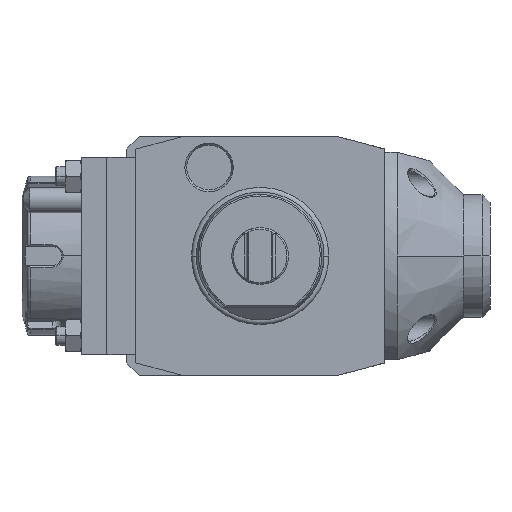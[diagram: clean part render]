
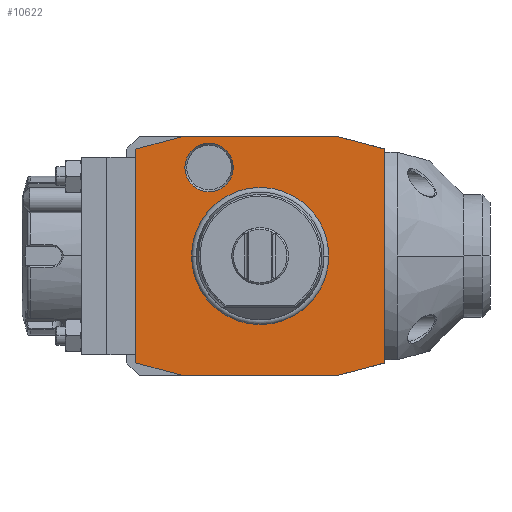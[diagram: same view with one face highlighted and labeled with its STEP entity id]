
A CAD part, front view. The second image highlights one B-rep face of the part: STEP entity #10622.
In plain terms, the highlighted planar face has unit normal (0, -1, 0).
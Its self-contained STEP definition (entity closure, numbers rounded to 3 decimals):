
#1=DIRECTION('',(-0.966,0.,0.259));
#2=VECTOR('',#1,15.529);
#3=CARTESIAN_POINT('',(39.,0.,33.481));
#4=LINE('',#3,#2);
#5=DIRECTION('',(0.,0.,1.));
#6=VECTOR('',#5,66.962);
#7=CARTESIAN_POINT('',(39.,0.,-33.481));
#8=LINE('',#7,#6);
#9=DIRECTION('',(0.966,0.,0.259));
#10=VECTOR('',#9,15.529);
#11=CARTESIAN_POINT('',(24.,0.,-37.5));
#12=LINE('',#11,#10);
#13=DIRECTION('',(1.,0.,0.));
#14=VECTOR('',#13,48.);
#15=CARTESIAN_POINT('',(-24.,0.,-37.5));
#16=LINE('',#15,#14);
#17=DIRECTION('',(0.966,0.,-0.259));
#18=VECTOR('',#17,15.529);
#19=CARTESIAN_POINT('',(-39.,0.,-33.481));
#20=LINE('',#19,#18);
#21=DIRECTION('',(0.,0.,-1.));
#22=VECTOR('',#21,66.962);
#23=CARTESIAN_POINT('',(-39.,0.,33.481));
#24=LINE('',#23,#22);
#25=DIRECTION('',(-0.966,0.,-0.259));
#26=VECTOR('',#25,15.529);
#27=CARTESIAN_POINT('',(-24.,0.,37.5));
#28=LINE('',#27,#26);
#29=DIRECTION('',(-1.,0.,0.));
#30=VECTOR('',#29,48.);
#31=CARTESIAN_POINT('',(24.,0.,37.5));
#32=LINE('',#31,#30);
#33=CARTESIAN_POINT('',(-16.,0.,27.713));
#34=DIRECTION('',(0.,1.,0.));
#35=DIRECTION('',(1.,0.,0.));
#36=AXIS2_PLACEMENT_3D('',#33,#34,#35);
#38=CARTESIAN_POINT('',(-16.,0.,27.713));
#39=DIRECTION('',(0.,1.,0.));
#40=DIRECTION('',(-1.,0.,0.));
#41=AXIS2_PLACEMENT_3D('',#38,#39,#40);
#8034=CARTESIAN_POINT('',(0.,0.,0.));
#8035=DIRECTION('',(0.,-1.,0.));
#8036=DIRECTION('',(1.,0.,0.));
#8037=AXIS2_PLACEMENT_3D('',#8034,#8035,#8036);
#8039=CARTESIAN_POINT('',(0.,0.,0.));
#8040=DIRECTION('',(0.,-1.,0.));
#8041=DIRECTION('',(-1.,0.,0.));
#8042=AXIS2_PLACEMENT_3D('',#8039,#8040,#8041);
#9597=CARTESIAN_POINT('',(-8.423,0.,
27.713));
#9598=CARTESIAN_POINT('',(-23.577,0.,
27.713));
#9599=VERTEX_POINT('',#9597);
#9600=VERTEX_POINT('',#9598);
#10407=CARTESIAN_POINT('',(39.,0.,33.481));
#10408=CARTESIAN_POINT('',(24.,0.,37.5));
#10409=VERTEX_POINT('',#10407);
#10410=VERTEX_POINT('',#10408);
#10411=CARTESIAN_POINT('',(-24.,0.,37.5));
#10412=VERTEX_POINT('',#10411);
#10413=CARTESIAN_POINT('',(-39.,0.,33.481));
#10414=VERTEX_POINT('',#10413);
#10415=CARTESIAN_POINT('',(-39.,0.,-33.481));
#10416=VERTEX_POINT('',#10415);
#10417=CARTESIAN_POINT('',(-24.,0.,-37.5));
#10418=VERTEX_POINT('',#10417);
#10419=CARTESIAN_POINT('',(24.,0.,-37.5));
#10420=VERTEX_POINT('',#10419);
#10421=CARTESIAN_POINT('',(39.,0.,-33.481));
#10422=VERTEX_POINT('',#10421);
#10455=CARTESIAN_POINT('',(21.137,0.,0.));
#10456=CARTESIAN_POINT('',(-21.137,0.,0.));
#10457=VERTEX_POINT('',#10455);
#10458=VERTEX_POINT('',#10456);
#10587=CARTESIAN_POINT('',(0.,0.,0.));
#10588=DIRECTION('',(0.,-1.,0.));
#10589=DIRECTION('',(-1.,0.,0.));
#10590=AXIS2_PLACEMENT_3D('',#10587,#10588,#10589);
#10591=PLANE('',#10590);
#10593=ORIENTED_EDGE('',*,*,#10592,.F.);
#10595=ORIENTED_EDGE('',*,*,#10594,.F.);
#10597=ORIENTED_EDGE('',*,*,#10596,.F.);
#10599=ORIENTED_EDGE('',*,*,#10598,.F.);
#10601=ORIENTED_EDGE('',*,*,#10600,.F.);
#10603=ORIENTED_EDGE('',*,*,#10602,.F.);
#10605=ORIENTED_EDGE('',*,*,#10604,.F.);
#10607=ORIENTED_EDGE('',*,*,#10606,.F.);
#10608=EDGE_LOOP('',(#10593,#10595,#10597,#10599,#10601,#10603,#10605,#10607));
#10609=FACE_OUTER_BOUND('',#10608,.F.);
#10611=ORIENTED_EDGE('',*,*,#10610,.T.);
#10613=ORIENTED_EDGE('',*,*,#10612,.T.);
#10614=EDGE_LOOP('',(#10611,#10613));
#10615=FACE_BOUND('',#10614,.F.);
#10617=ORIENTED_EDGE('',*,*,#10616,.F.);
#10619=ORIENTED_EDGE('',*,*,#10618,.F.);
#10620=EDGE_LOOP('',(#10617,#10619));
#10621=FACE_BOUND('',#10620,.F.);
#37=CIRCLE('',#36,7.577);
#42=CIRCLE('',#41,7.577);
#8038=CIRCLE('',#8037,21.137);
#8043=CIRCLE('',#8042,21.137);
#10592=EDGE_CURVE('',#10409,#10410,#4,.T.);
#10594=EDGE_CURVE('',#10422,#10409,#8,.T.);
#10596=EDGE_CURVE('',#10420,#10422,#12,.T.);
#10598=EDGE_CURVE('',#10418,#10420,#16,.T.);
#10600=EDGE_CURVE('',#10416,#10418,#20,.T.);
#10602=EDGE_CURVE('',#10414,#10416,#24,.T.);
#10604=EDGE_CURVE('',#10412,#10414,#28,.T.);
#10606=EDGE_CURVE('',#10410,#10412,#32,.T.);
#10610=EDGE_CURVE('',#10457,#10458,#8038,.T.);
#10612=EDGE_CURVE('',#10458,#10457,#8043,.T.);
#10616=EDGE_CURVE('',#9599,#9600,#37,.T.);
#10618=EDGE_CURVE('',#9600,#9599,#42,.T.);
#10622=ADVANCED_FACE('',(#10609,#10615,#10621),#10591,.T.);
